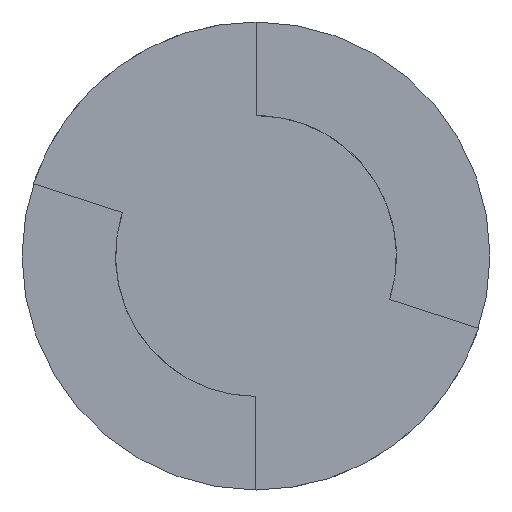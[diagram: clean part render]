
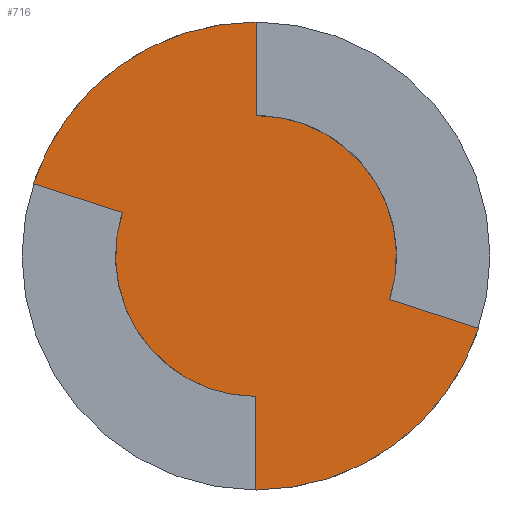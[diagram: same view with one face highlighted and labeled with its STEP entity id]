
A CAD part, front view. The second image highlights one B-rep face of the part: STEP entity #716.
In plain terms, the highlighted planar face has unit normal (0, -1, 0).
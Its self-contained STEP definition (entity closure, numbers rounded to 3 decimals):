
#11 = AXIS2_PLACEMENT_3D ( 'NONE', #573, #589, #640 ) ;
#18 = CARTESIAN_POINT ( 'NONE',  ( -1.997, 0., 0.649 ) ) ;
#29 = DIRECTION ( 'NONE',  ( 0.951, 0., -0.309 ) ) ;
#42 = VERTEX_POINT ( 'NONE', #464 ) ;
#58 = VERTEX_POINT ( 'NONE', #658 ) ;
#75 = EDGE_CURVE ( 'NONE', #491, #687, #416, .T. ) ;
#86 = VECTOR ( 'NONE', #730, 1000. ) ;
#95 = CARTESIAN_POINT ( 'NONE',  ( -3.329, 0., 1.082 ) ) ;
#97 = ORIENTED_EDGE ( 'NONE', *, *, #164, .T. ) ;
#119 = AXIS2_PLACEMENT_3D ( 'NONE', #604, #666, #309 ) ;
#129 = VECTOR ( 'NONE', #618, 1000. ) ;
#137 = ORIENTED_EDGE ( 'NONE', *, *, #250, .T. ) ;
#139 = ORIENTED_EDGE ( 'NONE', *, *, #339, .F. ) ;
#145 = VERTEX_POINT ( 'NONE', #256 ) ;
#152 = DIRECTION ( 'NONE',  ( 0., -1., 0. ) ) ;
#164 = EDGE_CURVE ( 'NONE', #491, #58, #729, .T. ) ;
#177 = EDGE_CURVE ( 'NONE', #42, #468, #349, .T. ) ;
#203 = EDGE_CURVE ( 'NONE', #687, #562, #413, .T. ) ;
#204 = DIRECTION ( 'NONE',  ( 0., -1., 0. ) ) ;
#231 = DIRECTION ( 'NONE',  ( -0.951, 0., 0.309 ) ) ;
#246 = CARTESIAN_POINT ( 'NONE',  ( 0., 0., 0. ) ) ;
#247 = CARTESIAN_POINT ( 'NONE',  ( 0., 0., 0. ) ) ;
#250 = EDGE_CURVE ( 'NONE', #264, #562, #489, .T. ) ;
#256 = CARTESIAN_POINT ( 'NONE',  ( 1.997, 0., -0.649 ) ) ;
#264 = VERTEX_POINT ( 'NONE', #483 ) ;
#278 = ORIENTED_EDGE ( 'NONE', *, *, #75, .F. ) ;
#305 = CARTESIAN_POINT ( 'NONE',  ( 0., 0., -3.5 ) ) ;
#309 = DIRECTION ( 'NONE',  ( 0., 0., 1. ) ) ;
#339 = EDGE_CURVE ( 'NONE', #145, #42, #401, .T. ) ;
#349 = CIRCLE ( 'NONE', #422, 3.5 ) ;
#350 = ORIENTED_EDGE ( 'NONE', *, *, #357, .T. ) ;
#354 = CARTESIAN_POINT ( 'NONE',  ( 0., 0., 0. ) ) ;
#357 = EDGE_CURVE ( 'NONE', #145, #264, #527, .T. ) ;
#377 = ORIENTED_EDGE ( 'NONE', *, *, #177, .F. ) ;
#381 = ORIENTED_EDGE ( 'NONE', *, *, #203, .F. ) ;
#383 = EDGE_LOOP ( 'NONE', ( #575, #377, #139, #350, #137, #381, #278, #97 ) ) ;
#393 = CARTESIAN_POINT ( 'NONE',  ( 0., 0., 0. ) ) ;
#401 = LINE ( 'NONE', #393, #728 ) ;
#413 = CIRCLE ( 'NONE', #119, 3.5 ) ;
#416 = LINE ( 'NONE', #354, #614 ) ;
#422 = AXIS2_PLACEMENT_3D ( 'NONE', #553, #441, #436 ) ;
#436 = DIRECTION ( 'NONE',  ( 0., 0., 1. ) ) ;
#441 = DIRECTION ( 'NONE',  ( 0., 1., 0. ) ) ;
#464 = CARTESIAN_POINT ( 'NONE',  ( 3.329, 0., -1.082 ) ) ;
#468 = VERTEX_POINT ( 'NONE', #305 ) ;
#483 = CARTESIAN_POINT ( 'NONE',  ( 0., 0., 2.1 ) ) ;
#489 = LINE ( 'NONE', #739, #129 ) ;
#491 = VERTEX_POINT ( 'NONE', #18 ) ;
#493 = DIRECTION ( 'NONE',  ( 0., 0., -1. ) ) ;
#499 = FACE_OUTER_BOUND ( 'NONE', #383, .T. ) ;
#527 = CIRCLE ( 'NONE', #628, 2.1 ) ;
#537 = EDGE_CURVE ( 'NONE', #58, #468, #546, .T. ) ;
#546 = LINE ( 'NONE', #246, #86 ) ;
#553 = CARTESIAN_POINT ( 'NONE',  ( 0., 0., 0. ) ) ;
#562 = VERTEX_POINT ( 'NONE', #733 ) ;
#570 = DIRECTION ( 'NONE',  ( 0., 0., -1. ) ) ;
#573 = CARTESIAN_POINT ( 'NONE',  ( 0., 0., 0. ) ) ;
#575 = ORIENTED_EDGE ( 'NONE', *, *, #537, .T. ) ;
#589 = DIRECTION ( 'NONE',  ( 0., 1., 0. ) ) ;
#604 = CARTESIAN_POINT ( 'NONE',  ( 0., 0., 0. ) ) ;
#614 = VECTOR ( 'NONE', #231, 1000. ) ;
#618 = DIRECTION ( 'NONE',  ( 0., 0., 1. ) ) ;
#628 = AXIS2_PLACEMENT_3D ( 'NONE', #691, #152, #570 ) ;
#640 = DIRECTION ( 'NONE',  ( 0., 0., 1. ) ) ;
#658 = CARTESIAN_POINT ( 'NONE',  ( 0., 0., -2.1 ) ) ;
#666 = DIRECTION ( 'NONE',  ( 0., 1., 0. ) ) ;
#686 = AXIS2_PLACEMENT_3D ( 'NONE', #247, #204, #493 ) ;
#687 = VERTEX_POINT ( 'NONE', #95 ) ;
#691 = CARTESIAN_POINT ( 'NONE',  ( 0., 0., 0. ) ) ;
#716 = ADVANCED_FACE ( 'NONE', ( #499 ), #749, .F. ) ;
#728 = VECTOR ( 'NONE', #29, 1000. ) ;
#729 = CIRCLE ( 'NONE', #686, 2.1 ) ;
#730 = DIRECTION ( 'NONE',  ( 0., 0., -1. ) ) ;
#733 = CARTESIAN_POINT ( 'NONE',  ( 0., 0., 3.5 ) ) ;
#739 = CARTESIAN_POINT ( 'NONE',  ( 0., 0., 0. ) ) ;
#749 = PLANE ( 'NONE',  #11 ) ;
